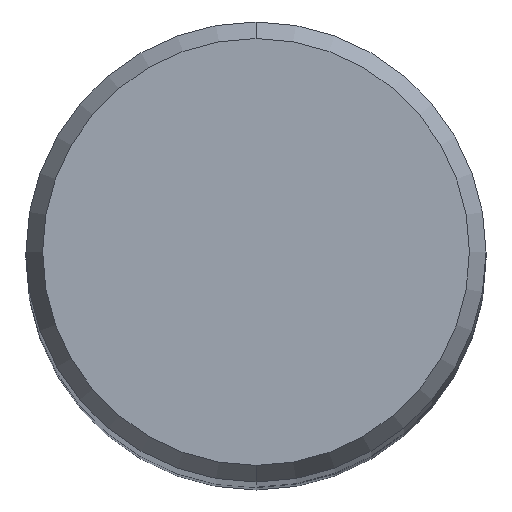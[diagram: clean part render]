
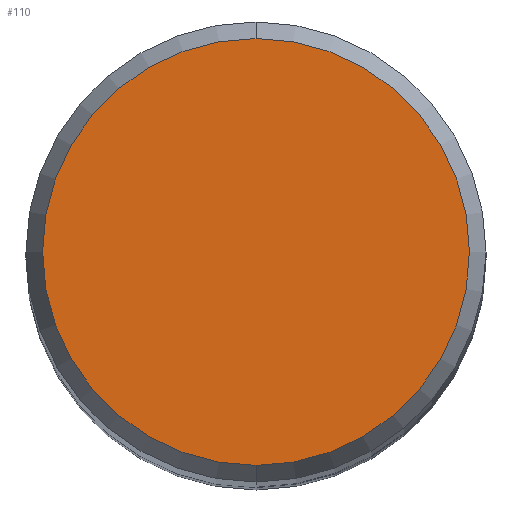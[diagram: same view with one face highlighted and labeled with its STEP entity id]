
A CAD part, top view. The second image highlights one B-rep face of the part: STEP entity #110.
In plain terms, the highlighted planar face has unit normal (0, 0, 1).
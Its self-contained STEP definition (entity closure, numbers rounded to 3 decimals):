
#110=ADVANCED_FACE('',(#236),#237,.T.);
#132=VERTEX_POINT('',#260);
#138=EDGE_CURVE('',#184,#132,#266,.T.);
#156=EDGE_CURVE('',#132,#184,#287,.T.);
#184=VERTEX_POINT('',#319);
#236=FACE_OUTER_BOUND('',#374,.T.);
#237=PLANE('',#375);
#260=CARTESIAN_POINT('',(0.0,2.946,0.01));
#266=CIRCLE('',#410,2.946);
#287=CIRCLE('',#435,2.946);
#319=CARTESIAN_POINT('',(0.,-2.946,0.01));
#374=EDGE_LOOP('',(#518,#519));
#375=AXIS2_PLACEMENT_3D('',#520,#521,#522);
#410=AXIS2_PLACEMENT_3D('',#545,#546,#547);
#435=AXIS2_PLACEMENT_3D('',#581,#582,#583);
#518=ORIENTED_EDGE('',*,*,#156,.F.);
#519=ORIENTED_EDGE('',*,*,#138,.F.);
#520=CARTESIAN_POINT('',(0.0,1.473,0.01));
#521=DIRECTION('',(-0.0,0.0,1.0));
#522=DIRECTION('',(0.0,-1.0,0.0));
#545=CARTESIAN_POINT('',(0.0,0.0,0.01));
#546=DIRECTION('',(0.0,0.0,-1.0));
#547=DIRECTION('',(0.0,1.0,0.0));
#581=CARTESIAN_POINT('',(0.0,0.0,0.01));
#582=DIRECTION('',(0.0,0.0,-1.0));
#583=DIRECTION('',(0.0,1.0,0.0));
